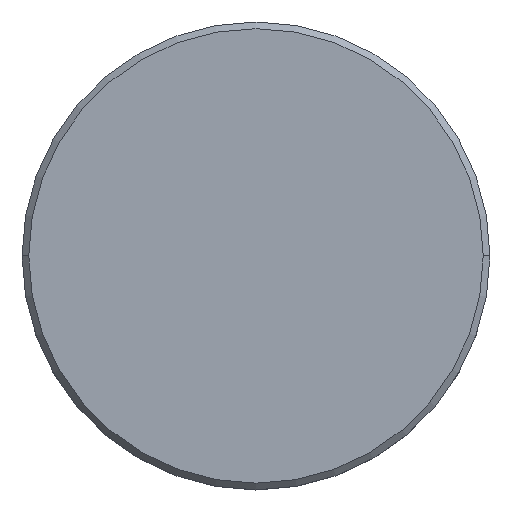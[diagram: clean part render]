
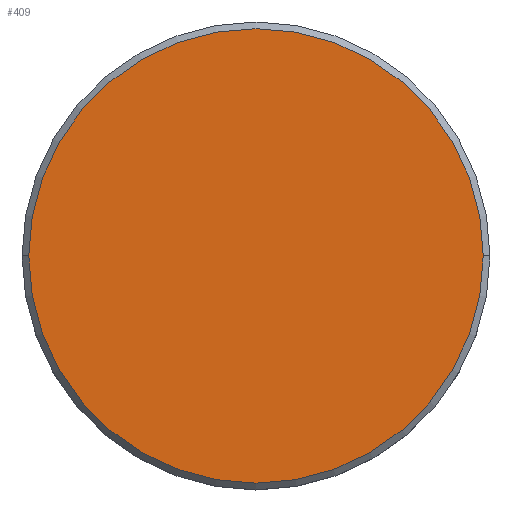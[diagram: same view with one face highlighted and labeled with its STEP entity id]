
A CAD part, top view. The second image highlights one B-rep face of the part: STEP entity #409.
In plain terms, the highlighted planar face has unit normal (0, 0, 1).
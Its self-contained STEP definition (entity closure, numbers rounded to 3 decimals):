
#10 = VERTEX_POINT ( 'NONE', #346 ) ;
#19 = CARTESIAN_POINT ( 'NONE',  ( 0., 0., 0. ) ) ;
#42 = AXIS2_PLACEMENT_3D ( 'NONE', #249, #155, #195 ) ;
#50 = ORIENTED_EDGE ( 'NONE', *, *, #371, .T. ) ;
#121 = EDGE_LOOP ( 'NONE', ( #50, #410 ) ) ;
#155 = DIRECTION ( 'NONE',  ( 0., 0., 1. ) ) ;
#179 = VERTEX_POINT ( 'NONE', #508 ) ;
#195 = DIRECTION ( 'NONE',  ( 1., 0., 0. ) ) ;
#249 = CARTESIAN_POINT ( 'NONE',  ( 0., 0., 0. ) ) ;
#299 = DIRECTION ( 'NONE',  ( 0., 0., 1. ) ) ;
#346 = CARTESIAN_POINT ( 'NONE',  ( 17., 0., 0. ) ) ;
#371 = EDGE_CURVE ( 'NONE', #179, #10, #519, .T. ) ;
#382 = FACE_OUTER_BOUND ( 'NONE', #121, .T. ) ;
#409 = ADVANCED_FACE ( 'NONE', ( #382 ), #483, .T. ) ;
#410 = ORIENTED_EDGE ( 'NONE', *, *, #596, .T. ) ;
#413 = CIRCLE ( 'NONE', #436, 17. ) ;
#435 = DIRECTION ( 'NONE',  ( 0., 0., 1. ) ) ;
#436 = AXIS2_PLACEMENT_3D ( 'NONE', #533, #299, #459 ) ;
#459 = DIRECTION ( 'NONE',  ( 1., 0., 0. ) ) ;
#483 = PLANE ( 'NONE',  #42 ) ;
#508 = CARTESIAN_POINT ( 'NONE',  ( -17., 0., 0. ) ) ;
#519 = CIRCLE ( 'NONE', #527, 17. ) ;
#521 = DIRECTION ( 'NONE',  ( 1., 0., 0. ) ) ;
#527 = AXIS2_PLACEMENT_3D ( 'NONE', #19, #435, #521 ) ;
#533 = CARTESIAN_POINT ( 'NONE',  ( 0., 0., 0. ) ) ;
#596 = EDGE_CURVE ( 'NONE', #10, #179, #413, .T. ) ;
